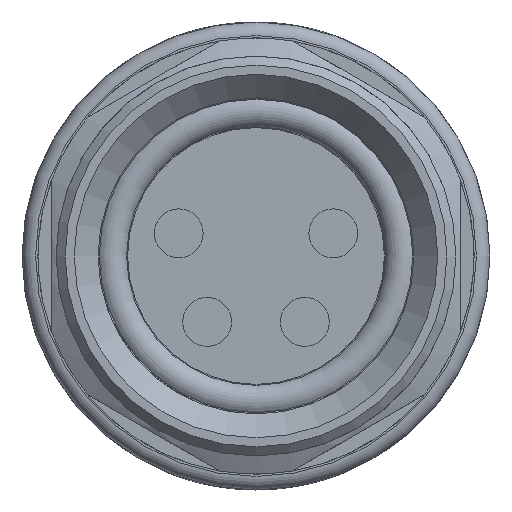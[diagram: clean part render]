
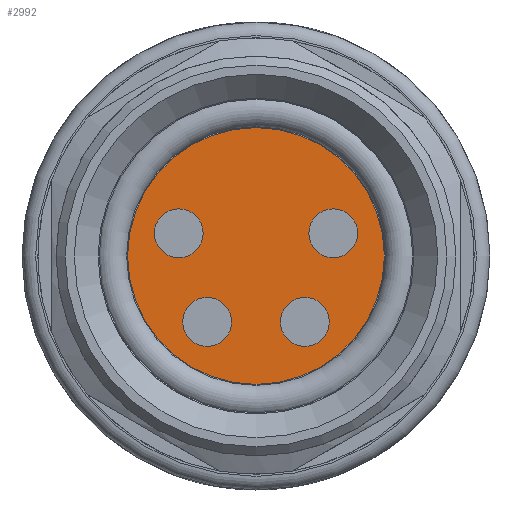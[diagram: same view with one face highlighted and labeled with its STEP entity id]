
A CAD part, left-side view. The second image highlights one B-rep face of the part: STEP entity #2992.
In plain terms, the highlighted planar face has unit normal (-1, 0, 0).
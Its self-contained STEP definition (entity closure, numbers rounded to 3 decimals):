
#385=PLANE($,#3303);
#469=FACE_BOUND($,#859,.T.);
#470=FACE_BOUND($,#860,.T.);
#471=FACE_BOUND($,#861,.T.);
#472=FACE_BOUND($,#862,.T.);
#594=FACE_OUTER_BOUND($,#858,.T.);
#858=EDGE_LOOP($,(#2203));
#859=EDGE_LOOP($,(#2204));
#860=EDGE_LOOP($,(#2205));
#861=EDGE_LOOP($,(#2206));
#862=EDGE_LOOP($,(#2207));
#1088=CIRCLE($,#3296,0.538);
#1089=CIRCLE($,#3298,0.538);
#1090=CIRCLE($,#3300,0.538);
#1091=CIRCLE($,#3302,0.538);
#1092=CIRCLE($,#3304,2.825);
#1337=VERTEX_POINT($,#5062);
#1338=VERTEX_POINT($,#5065);
#1339=VERTEX_POINT($,#5068);
#1340=VERTEX_POINT($,#5071);
#1341=VERTEX_POINT($,#5074);
#1644=EDGE_CURVE($,#1337,#1337,#1088,.T.);
#1645=EDGE_CURVE($,#1338,#1338,#1089,.T.);
#1646=EDGE_CURVE($,#1339,#1339,#1090,.T.);
#1647=EDGE_CURVE($,#1340,#1340,#1091,.T.);
#1648=EDGE_CURVE($,#1341,#1341,#1092,.T.);
#2203=ORIENTED_EDGE($,*,*,#1648,.F.);
#2204=ORIENTED_EDGE($,*,*,#1647,.F.);
#2205=ORIENTED_EDGE($,*,*,#1646,.F.);
#2206=ORIENTED_EDGE($,*,*,#1645,.F.);
#2207=ORIENTED_EDGE($,*,*,#1644,.F.);
#2992=ADVANCED_FACE($,(#594,#469,#470,#471,#472),#385,.T.);
#3296=AXIS2_PLACEMENT_3D($,#5063,#3923,#3924);
#3298=AXIS2_PLACEMENT_3D($,#5066,#3927,#3928);
#3300=AXIS2_PLACEMENT_3D($,#5069,#3931,#3932);
#3302=AXIS2_PLACEMENT_3D($,#5072,#3935,#3936);
#3303=AXIS2_PLACEMENT_3D($,#5073,#3937,#3938);
#3304=AXIS2_PLACEMENT_3D($,#5075,#3939,#3940);
#3923=DIRECTION('center_axis',(-1.,0.,0.));
#3924=DIRECTION('ref_axis',(0.,1.,0.));
#3927=DIRECTION('center_axis',(-1.,0.,0.));
#3928=DIRECTION('ref_axis',(0.,1.,0.));
#3931=DIRECTION('center_axis',(-1.,0.,0.));
#3932=DIRECTION('ref_axis',(0.,1.,0.));
#3935=DIRECTION('center_axis',(-1.,0.,0.));
#3936=DIRECTION('ref_axis',(0.,1.,0.));
#3937=DIRECTION('center_axis',(-1.,0.,0.));
#3938=DIRECTION('ref_axis',(0.,1.,0.));
#3939=DIRECTION('center_axis',(1.,0.,0.));
#3940=DIRECTION('ref_axis',(0.,-1.,0.));
#5062=CARTESIAN_POINT('',(42.673,52.238,0.5));
#5063=CARTESIAN_POINT('Origin',(42.673,51.7,0.5));
#5065=CARTESIAN_POINT('',(42.673,49.463,-1.45));
#5066=CARTESIAN_POINT('Origin',(42.673,48.925,-1.45));
#5068=CARTESIAN_POINT('',(42.673,48.838,0.5));
#5069=CARTESIAN_POINT('Origin',(42.673,48.3,0.5));
#5071=CARTESIAN_POINT('',(42.673,51.613,-1.45));
#5072=CARTESIAN_POINT('Origin',(42.673,51.075,-1.45));
#5073=CARTESIAN_POINT('Origin',(42.673,50.,2.825));
#5074=CARTESIAN_POINT('',(42.673,47.175,0.));
#5075=CARTESIAN_POINT('Origin',(42.673,50.,0.));
